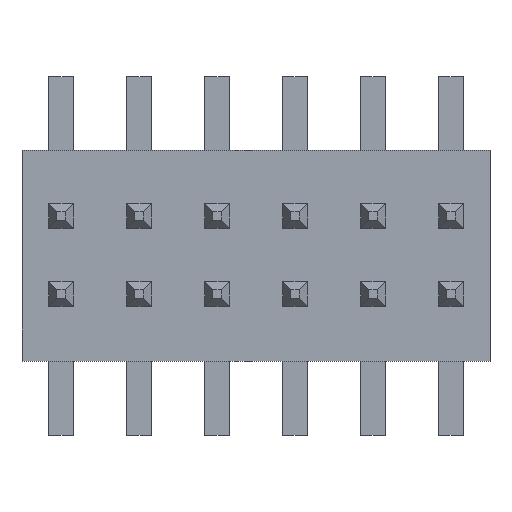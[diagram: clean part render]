
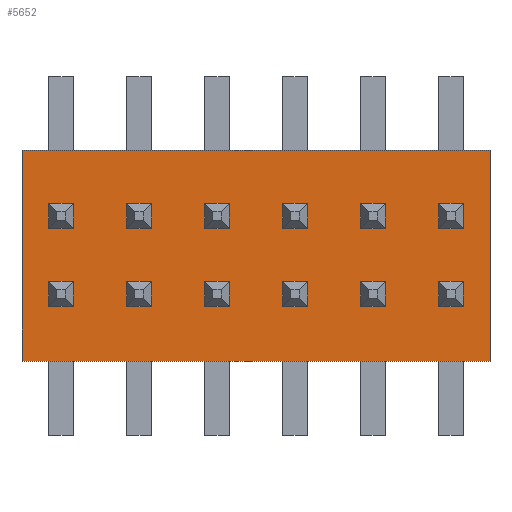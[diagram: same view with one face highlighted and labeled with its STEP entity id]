
A CAD part, top view. The second image highlights one B-rep face of the part: STEP entity #5652.
In plain terms, the highlighted face is planar.
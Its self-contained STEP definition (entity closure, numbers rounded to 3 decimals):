
#5520 = EDGE_CURVE('',#5521,#5523,#5525,.T.);
#5521 = VERTEX_POINT('',#5522);
#5522 = CARTESIAN_POINT('',(-3.81,1.753,-1.715));
#5523 = VERTEX_POINT('',#5524);
#5524 = CARTESIAN_POINT('',(-3.81,1.753,1.715));
#5525 = LINE('',#5526,#5527);
#5526 = CARTESIAN_POINT('',(-3.81,1.753,-1.715));
#5527 = VECTOR('',#5528,1.);
#5528 = DIRECTION('',(0.,0.,1.));
#5560 = EDGE_CURVE('',#5523,#5561,#5563,.T.);
#5561 = VERTEX_POINT('',#5562);
#5562 = CARTESIAN_POINT('',(3.81,1.753,1.715));
#5563 = LINE('',#5564,#5565);
#5564 = CARTESIAN_POINT('',(-3.81,1.753,1.715));
#5565 = VECTOR('',#5566,1.);
#5566 = DIRECTION('',(1.,0.,0.));
#5591 = EDGE_CURVE('',#5561,#5592,#5594,.T.);
#5592 = VERTEX_POINT('',#5593);
#5593 = CARTESIAN_POINT('',(3.81,1.753,-1.715));
#5594 = LINE('',#5595,#5596);
#5595 = CARTESIAN_POINT('',(3.81,1.753,1.715));
#5596 = VECTOR('',#5597,1.);
#5597 = DIRECTION('',(0.,0.,-1.));
#5622 = EDGE_CURVE('',#5592,#5521,#5623,.T.);
#5623 = LINE('',#5624,#5625);
#5624 = CARTESIAN_POINT('',(3.81,1.753,-1.715));
#5625 = VECTOR('',#5626,1.);
#5626 = DIRECTION('',(-1.,0.,0.));
#5652 = ADVANCED_FACE('',(#5653),#5659,.T.);
#5653 = FACE_BOUND('',#5654,.T.);
#5654 = EDGE_LOOP('',(#5655,#5656,#5657,#5658));
#5655 = ORIENTED_EDGE('',*,*,#5520,.T.);
#5656 = ORIENTED_EDGE('',*,*,#5560,.T.);
#5657 = ORIENTED_EDGE('',*,*,#5591,.T.);
#5658 = ORIENTED_EDGE('',*,*,#5622,.T.);
#5659 = PLANE('',#5660);
#5660 = AXIS2_PLACEMENT_3D('',#5661,#5662,#5663);
#5661 = CARTESIAN_POINT('',(0.,1.753,0.));
#5662 = DIRECTION('',(0.,1.,0.));
#5663 = DIRECTION('',(0.,-0.,1.));
